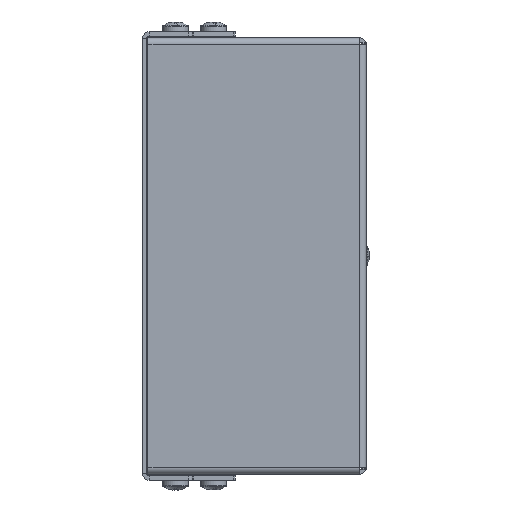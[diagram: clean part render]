
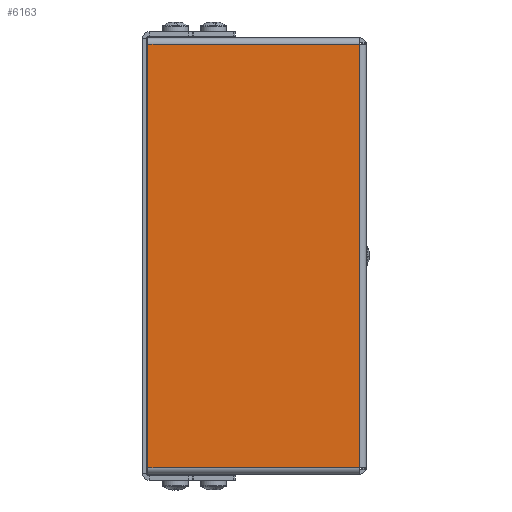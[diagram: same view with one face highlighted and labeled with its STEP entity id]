
A CAD part, left-side view. The second image highlights one B-rep face of the part: STEP entity #6163.
In plain terms, the highlighted planar face has unit normal (-1, 0, 0).
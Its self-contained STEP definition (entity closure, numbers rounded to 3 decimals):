
#42 = ORIENTED_EDGE ( 'NONE', *, *, #10461, .T. ) ;
#95 = DIRECTION ( 'NONE',  ( 0., 0., -1. ) ) ;
#111 = VECTOR ( 'NONE', #15401, 1000. ) ;
#468 = ORIENTED_EDGE ( 'NONE', *, *, #1225, .T. ) ;
#1225 = EDGE_CURVE ( 'NONE', #13567, #15902, #7629, .T. ) ;
#1355 = CARTESIAN_POINT ( 'NONE',  ( -125., 3., 97. ) ) ;
#1430 = CARTESIAN_POINT ( 'NONE',  ( -125., 100., 100. ) ) ;
#2236 = EDGE_LOOP ( 'NONE', ( #6301, #17332, #468, #42 ) ) ;
#3619 = CARTESIAN_POINT ( 'NONE',  ( -125., 100., -97. ) ) ;
#5247 = PLANE ( 'NONE',  #7967 ) ;
#5436 = DIRECTION ( 'NONE',  ( 0., 1., 0. ) ) ;
#5456 = CARTESIAN_POINT ( 'NONE',  ( -125., 3., 100. ) ) ;
#5805 = LINE ( 'NONE', #12251, #11829 ) ;
#6038 = VERTEX_POINT ( 'NONE', #3619 ) ;
#6125 = EDGE_CURVE ( 'NONE', #6038, #14943, #5805, .T. ) ;
#6163 = ADVANCED_FACE ( 'NONE', ( #16181 ), #5247, .F. ) ;
#6301 = ORIENTED_EDGE ( 'NONE', *, *, #6125, .T. ) ;
#7629 = LINE ( 'NONE', #1355, #16918 ) ;
#7967 = AXIS2_PLACEMENT_3D ( 'NONE', #17860, #8146, #5436 ) ;
#8146 = DIRECTION ( 'NONE',  ( 1., 0., 0. ) ) ;
#8499 = LINE ( 'NONE', #1430, #111 ) ;
#8794 = VECTOR ( 'NONE', #95, 1000. ) ;
#8964 = CARTESIAN_POINT ( 'NONE',  ( -125., 3., -97. ) ) ;
#10003 = CARTESIAN_POINT ( 'NONE',  ( -125., 100., 97. ) ) ;
#10461 = EDGE_CURVE ( 'NONE', #15902, #6038, #8499, .T. ) ;
#10988 = DIRECTION ( 'NONE',  ( 0., 1., 0. ) ) ;
#11484 = CARTESIAN_POINT ( 'NONE',  ( -125., 3., 97. ) ) ;
#11829 = VECTOR ( 'NONE', #13703, 1000. ) ;
#12251 = CARTESIAN_POINT ( 'NONE',  ( -125., 100., -97. ) ) ;
#12457 = LINE ( 'NONE', #5456, #8794 ) ;
#13567 = VERTEX_POINT ( 'NONE', #11484 ) ;
#13703 = DIRECTION ( 'NONE',  ( 0., -1., 0. ) ) ;
#14943 = VERTEX_POINT ( 'NONE', #8964 ) ;
#15401 = DIRECTION ( 'NONE',  ( 0., 0., -1. ) ) ;
#15902 = VERTEX_POINT ( 'NONE', #10003 ) ;
#16181 = FACE_OUTER_BOUND ( 'NONE', #2236, .T. ) ;
#16918 = VECTOR ( 'NONE', #10988, 1000. ) ;
#17000 = EDGE_CURVE ( 'NONE', #13567, #14943, #12457, .T. ) ;
#17332 = ORIENTED_EDGE ( 'NONE', *, *, #17000, .F. ) ;
#17860 = CARTESIAN_POINT ( 'NONE',  ( -125., 100., 100. ) ) ;
